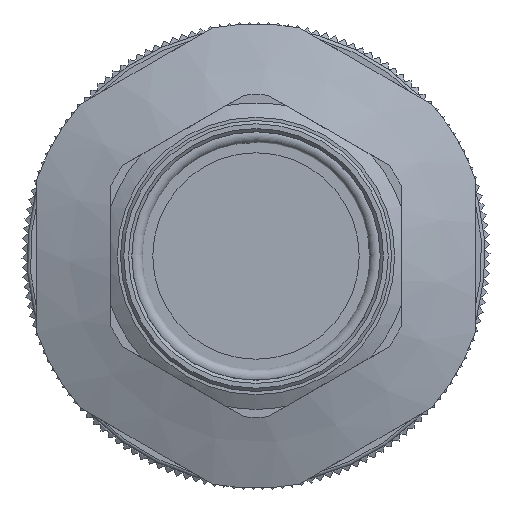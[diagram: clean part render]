
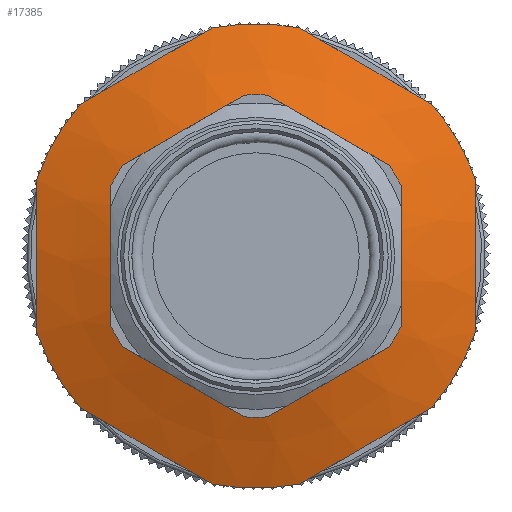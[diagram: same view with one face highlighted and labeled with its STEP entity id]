
A CAD part, left-side view. The second image highlights one B-rep face of the part: STEP entity #17385.
In plain terms, the highlighted conical face has half-angle 70 degrees and reference radius 29.05 mm.
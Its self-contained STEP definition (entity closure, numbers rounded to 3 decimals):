
#14=(
BOUNDED_CURVE()
B_SPLINE_CURVE(2,(#33995,#33996,#33997),.UNSPECIFIED.,.F.,.F.)
B_SPLINE_CURVE_WITH_KNOTS((3,3),(0.,2.371),.UNSPECIFIED.)
CURVE()
GEOMETRIC_REPRESENTATION_ITEM()
RATIONAL_B_SPLINE_CURVE((1.,1.059,1.))
REPRESENTATION_ITEM('')
);
#16=(
BOUNDED_CURVE()
B_SPLINE_CURVE(2,(#34008,#34009,#34010),.UNSPECIFIED.,.F.,.F.)
B_SPLINE_CURVE_WITH_KNOTS((3,3),(0.,2.371),.UNSPECIFIED.)
CURVE()
GEOMETRIC_REPRESENTATION_ITEM()
RATIONAL_B_SPLINE_CURVE((1.,1.059,1.))
REPRESENTATION_ITEM('')
);
#18=(
BOUNDED_CURVE()
B_SPLINE_CURVE(2,(#34021,#34022,#34023),.UNSPECIFIED.,.F.,.F.)
B_SPLINE_CURVE_WITH_KNOTS((3,3),(0.,2.371),.UNSPECIFIED.)
CURVE()
GEOMETRIC_REPRESENTATION_ITEM()
RATIONAL_B_SPLINE_CURVE((1.,1.059,1.))
REPRESENTATION_ITEM('')
);
#20=(
BOUNDED_CURVE()
B_SPLINE_CURVE(2,(#34034,#34035,#34036),.UNSPECIFIED.,.F.,.F.)
B_SPLINE_CURVE_WITH_KNOTS((3,3),(0.,2.371),.UNSPECIFIED.)
CURVE()
GEOMETRIC_REPRESENTATION_ITEM()
RATIONAL_B_SPLINE_CURVE((1.,1.059,1.))
REPRESENTATION_ITEM('')
);
#22=(
BOUNDED_CURVE()
B_SPLINE_CURVE(2,(#34047,#34048,#34049),.UNSPECIFIED.,.F.,.F.)
B_SPLINE_CURVE_WITH_KNOTS((3,3),(0.,2.371),.UNSPECIFIED.)
CURVE()
GEOMETRIC_REPRESENTATION_ITEM()
RATIONAL_B_SPLINE_CURVE((1.,1.059,1.))
REPRESENTATION_ITEM('')
);
#24=(
BOUNDED_CURVE()
B_SPLINE_CURVE(2,(#34060,#34061,#34062),.UNSPECIFIED.,.F.,.F.)
B_SPLINE_CURVE_WITH_KNOTS((3,3),(0.,2.371),.UNSPECIFIED.)
CURVE()
GEOMETRIC_REPRESENTATION_ITEM()
RATIONAL_B_SPLINE_CURVE((1.,1.059,1.))
REPRESENTATION_ITEM('')
);
#2284=LINE('',#34094,#3251);
#3251=VECTOR('',#20336,29.05);
#3623=CONICAL_SURFACE('',#18272,29.05,1.222);
#4261=FACE_OUTER_BOUND('',#5246,.T.);
#5246=EDGE_LOOP('',(#13200,#13201,#13202,#13203,#13204,#13205,#13206,#13207,
#13208,#13209,#13210,#13211,#13212,#13213,#13214,#13215,#13216));
#5859=CIRCLE('',#18228,22.1);
#5860=CIRCLE('',#18229,22.1);
#5870=CIRCLE('',#18262,36.);
#5871=CIRCLE('',#18263,36.);
#5872=CIRCLE('',#18265,36.);
#5873=CIRCLE('',#18267,36.);
#5874=CIRCLE('',#18269,36.);
#5875=CIRCLE('',#18271,36.);
#5876=CIRCLE('',#18273,36.);
#6935=VERTEX_POINT('',#33968);
#6936=VERTEX_POINT('',#33969);
#6939=VERTEX_POINT('',#33993);
#6940=VERTEX_POINT('',#33994);
#6943=VERTEX_POINT('',#34006);
#6944=VERTEX_POINT('',#34007);
#6947=VERTEX_POINT('',#34019);
#6948=VERTEX_POINT('',#34020);
#6951=VERTEX_POINT('',#34032);
#6952=VERTEX_POINT('',#34033);
#6955=VERTEX_POINT('',#34045);
#6956=VERTEX_POINT('',#34046);
#6959=VERTEX_POINT('',#34058);
#6960=VERTEX_POINT('',#34059);
#6964=VERTEX_POINT('',#34081);
#9133=EDGE_CURVE('',#6935,#6936,#5859,.T.);
#9134=EDGE_CURVE('',#6936,#6935,#5860,.T.);
#9138=EDGE_CURVE('',#6939,#6940,#14,.T.);
#9142=EDGE_CURVE('',#6943,#6944,#16,.T.);
#9146=EDGE_CURVE('',#6947,#6948,#18,.T.);
#9150=EDGE_CURVE('',#6951,#6952,#20,.T.);
#9154=EDGE_CURVE('',#6955,#6956,#22,.T.);
#9158=EDGE_CURVE('',#6959,#6960,#24,.T.);
#9170=EDGE_CURVE('',#6939,#6964,#5870,.T.);
#9171=EDGE_CURVE('',#6964,#6960,#5871,.T.);
#9172=EDGE_CURVE('',#6959,#6956,#5872,.T.);
#9173=EDGE_CURVE('',#6955,#6952,#5873,.T.);
#9174=EDGE_CURVE('',#6951,#6948,#5874,.T.);
#9175=EDGE_CURVE('',#6947,#6944,#5875,.T.);
#9176=EDGE_CURVE('',#6943,#6940,#5876,.T.);
#9177=EDGE_CURVE('',#6964,#6936,#2284,.T.);
#13200=ORIENTED_EDGE('',*,*,#9138,.T.);
#13201=ORIENTED_EDGE('',*,*,#9176,.F.);
#13202=ORIENTED_EDGE('',*,*,#9142,.T.);
#13203=ORIENTED_EDGE('',*,*,#9175,.F.);
#13204=ORIENTED_EDGE('',*,*,#9146,.T.);
#13205=ORIENTED_EDGE('',*,*,#9174,.F.);
#13206=ORIENTED_EDGE('',*,*,#9150,.T.);
#13207=ORIENTED_EDGE('',*,*,#9173,.F.);
#13208=ORIENTED_EDGE('',*,*,#9154,.T.);
#13209=ORIENTED_EDGE('',*,*,#9172,.F.);
#13210=ORIENTED_EDGE('',*,*,#9158,.T.);
#13211=ORIENTED_EDGE('',*,*,#9171,.F.);
#13212=ORIENTED_EDGE('',*,*,#9177,.T.);
#13213=ORIENTED_EDGE('',*,*,#9134,.T.);
#13214=ORIENTED_EDGE('',*,*,#9133,.T.);
#13215=ORIENTED_EDGE('',*,*,#9177,.F.);
#13216=ORIENTED_EDGE('',*,*,#9170,.F.);
#17385=ADVANCED_FACE('',(#4261),#3623,.T.);
#18228=AXIS2_PLACEMENT_3D('',#33970,#20230,#20231);
#18229=AXIS2_PLACEMENT_3D('',#33971,#20232,#20233);
#18262=AXIS2_PLACEMENT_3D('',#34082,#20312,#20313);
#18263=AXIS2_PLACEMENT_3D('',#34083,#20314,#20315);
#18265=AXIS2_PLACEMENT_3D('',#34085,#20318,#20319);
#18267=AXIS2_PLACEMENT_3D('',#34087,#20322,#20323);
#18269=AXIS2_PLACEMENT_3D('',#34089,#20326,#20327);
#18271=AXIS2_PLACEMENT_3D('',#34091,#20330,#20331);
#18272=AXIS2_PLACEMENT_3D('',#34092,#20332,#20333);
#18273=AXIS2_PLACEMENT_3D('',#34093,#20334,#20335);
#20230=DIRECTION('center_axis',(1.,0.,0.));
#20231=DIRECTION('ref_axis',(0.,-0.5,-0.866));
#20232=DIRECTION('center_axis',(1.,0.,0.));
#20233=DIRECTION('ref_axis',(0.,-0.5,-0.866));
#20312=DIRECTION('center_axis',(1.,0.,0.));
#20313=DIRECTION('ref_axis',(0.,-0.5,-0.866));
#20314=DIRECTION('center_axis',(1.,0.,0.));
#20315=DIRECTION('ref_axis',(0.,-0.5,-0.866));
#20318=DIRECTION('center_axis',(1.,0.,0.));
#20319=DIRECTION('ref_axis',(0.,-0.5,-0.866));
#20322=DIRECTION('center_axis',(1.,0.,0.));
#20323=DIRECTION('ref_axis',(0.,-0.5,-0.866));
#20326=DIRECTION('center_axis',(1.,0.,0.));
#20327=DIRECTION('ref_axis',(0.,-0.5,-0.866));
#20330=DIRECTION('center_axis',(1.,0.,0.));
#20331=DIRECTION('ref_axis',(0.,-0.5,-0.866));
#20332=DIRECTION('center_axis',(1.,0.,0.));
#20333=DIRECTION('ref_axis',(0.,0.866,-0.5));
#20334=DIRECTION('center_axis',(1.,0.,0.));
#20335=DIRECTION('ref_axis',(0.,-0.5,-0.866));
#20336=DIRECTION('',(-0.342,0.814,-0.47));
#33968=CARTESIAN_POINT('',(28.514,17.379,-11.05));
#33969=CARTESIAN_POINT('',(28.514,-20.9,11.05));
#33970=CARTESIAN_POINT('Origin',(28.514,-1.761,0.));
#33971=CARTESIAN_POINT('Origin',(28.514,-1.761,0.));
#33993=CARTESIAN_POINT('',(33.574,-29.008,23.529));
#33994=CARTESIAN_POINT('',(33.574,-8.514,35.361));
#33995=CARTESIAN_POINT('Ctrl Pts',(33.574,-29.008,23.529));
#33996=CARTESIAN_POINT('Ctrl Pts',(32.158,-18.761,29.445));
#33997=CARTESIAN_POINT('Ctrl Pts',(33.574,-8.514,35.361));
#34006=CARTESIAN_POINT('',(33.574,4.992,35.361));
#34007=CARTESIAN_POINT('',(33.574,25.486,23.529));
#34008=CARTESIAN_POINT('Ctrl Pts',(33.574,4.992,35.361));
#34009=CARTESIAN_POINT('Ctrl Pts',(32.158,15.239,29.445));
#34010=CARTESIAN_POINT('Ctrl Pts',(33.574,25.486,23.529));
#34019=CARTESIAN_POINT('',(33.574,32.239,11.832));
#34020=CARTESIAN_POINT('',(33.574,32.239,-11.832));
#34021=CARTESIAN_POINT('Ctrl Pts',(33.574,32.239,11.832));
#34022=CARTESIAN_POINT('Ctrl Pts',(32.158,32.239,0.));
#34023=CARTESIAN_POINT('Ctrl Pts',(33.574,32.239,-11.832));
#34032=CARTESIAN_POINT('',(33.574,25.486,-23.529));
#34033=CARTESIAN_POINT('',(33.574,4.992,-35.361));
#34034=CARTESIAN_POINT('Ctrl Pts',(33.574,25.486,-23.529));
#34035=CARTESIAN_POINT('Ctrl Pts',(32.158,15.239,-29.445));
#34036=CARTESIAN_POINT('Ctrl Pts',(33.574,4.992,-35.361));
#34045=CARTESIAN_POINT('',(33.574,-8.514,-35.361));
#34046=CARTESIAN_POINT('',(33.574,-29.008,-23.529));
#34047=CARTESIAN_POINT('Ctrl Pts',(33.574,-8.514,-35.361));
#34048=CARTESIAN_POINT('Ctrl Pts',(32.158,-18.761,-29.445));
#34049=CARTESIAN_POINT('Ctrl Pts',(33.574,-29.008,-23.529));
#34058=CARTESIAN_POINT('',(33.574,-35.761,-11.832));
#34059=CARTESIAN_POINT('',(33.574,-35.761,11.832));
#34060=CARTESIAN_POINT('Ctrl Pts',(33.574,-35.761,-11.832));
#34061=CARTESIAN_POINT('Ctrl Pts',(32.158,-35.761,0.));
#34062=CARTESIAN_POINT('Ctrl Pts',(33.574,-35.761,11.832));
#34081=CARTESIAN_POINT('',(33.574,-32.937,18.));
#34082=CARTESIAN_POINT('Origin',(33.574,-1.761,0.));
#34083=CARTESIAN_POINT('Origin',(33.574,-1.761,0.));
#34085=CARTESIAN_POINT('Origin',(33.574,-1.761,0.));
#34087=CARTESIAN_POINT('Origin',(33.574,-1.761,0.));
#34089=CARTESIAN_POINT('Origin',(33.574,-1.761,0.));
#34091=CARTESIAN_POINT('Origin',(33.574,-1.761,0.));
#34092=CARTESIAN_POINT('Origin',(31.044,-1.761,0.));
#34093=CARTESIAN_POINT('Origin',(33.574,-1.761,0.));
#34094=CARTESIAN_POINT('',(31.044,-26.919,14.525));
